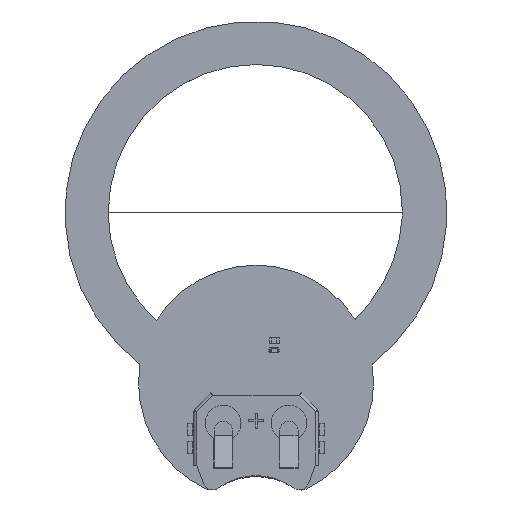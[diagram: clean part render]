
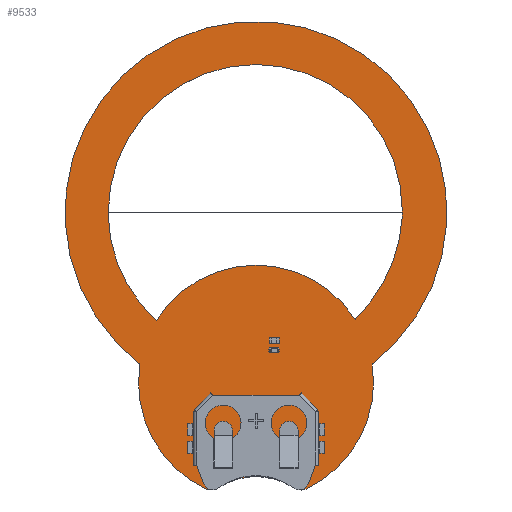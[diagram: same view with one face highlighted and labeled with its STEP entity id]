
A CAD part, top view. The second image highlights one B-rep face of the part: STEP entity #9533.
In plain terms, the highlighted planar face has unit normal (0, 0, 1).
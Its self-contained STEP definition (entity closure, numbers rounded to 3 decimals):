
#8978 = VERTEX_POINT('',#8979);
#8979 = CARTESIAN_POINT('',(-8.562,-47.074,0.));
#8985 = EDGE_CURVE('',#8978,#8986,#8988,.T.);
#8986 = VERTEX_POINT('',#8987);
#8987 = CARTESIAN_POINT('',(-6.696,-47.042,0.));
#8988 = CIRCLE('',#8989,2.433);
#8989 = AXIS2_PLACEMENT_3D('',#8990,#8991,#8992);
#8990 = CARTESIAN_POINT('',(-7.668,-44.811,0.));
#8991 = DIRECTION('',(0.,0.,1.));
#8992 = DIRECTION('',(-0.368,-0.93,0.));
#9018 = EDGE_CURVE('',#8986,#9019,#9021,.T.);
#9019 = VERTEX_POINT('',#9020);
#9020 = CARTESIAN_POINT('',(6.921,-47.164,0.));
#9021 = CIRCLE('',#9022,12.078);
#9022 = AXIS2_PLACEMENT_3D('',#9023,#9024,#9025);
#9023 = CARTESIAN_POINT('',(0.023,-57.079,0.)
  );
#9024 = DIRECTION('',(0.,0.,-1.));
#9025 = DIRECTION('',(-0.556,0.831,0.));
#9051 = EDGE_CURVE('',#9019,#9052,#9054,.T.);
#9052 = VERTEX_POINT('',#9053);
#9053 = CARTESIAN_POINT('',(8.514,-47.097,0.));
#9054 = CIRCLE('',#9055,2.445);
#9055 = AXIS2_PLACEMENT_3D('',#9056,#9057,#9058);
#9056 = CARTESIAN_POINT('',(7.62,-44.821,0.));
#9057 = DIRECTION('',(0.,0.,1.));
#9058 = DIRECTION('',(-0.286,-0.958,0.));
#9084 = EDGE_CURVE('',#9052,#9085,#9087,.T.);
#9085 = VERTEX_POINT('',#9086);
#9086 = CARTESIAN_POINT('',(19.752,-25.809,0.));
#9087 = CIRCLE('',#9088,20.021);
#9088 = AXIS2_PLACEMENT_3D('',#9089,#9090,#9091);
#9089 = CARTESIAN_POINT('',(-0.015,-28.984,0.
    ));
#9090 = DIRECTION('',(0.,0.,1.));
#9091 = DIRECTION('',(0.426,-0.905,0.));
#9117 = EDGE_CURVE('',#9085,#9118,#9120,.T.);
#9118 = VERTEX_POINT('',#9119);
#9119 = CARTESIAN_POINT('',(-19.746,-25.821,0.));
#9120 = CIRCLE('',#9121,32.502);
#9121 = AXIS2_PLACEMENT_3D('',#9122,#9123,#9124);
#9122 = CARTESIAN_POINT('',(-0.005,-0.002,
    0.));
#9123 = DIRECTION('',(0.,0.,1.));
#9124 = DIRECTION('',(0.608,-0.794,0.));
#9150 = EDGE_CURVE('',#9118,#8978,#9151,.T.);
#9151 = CIRCLE('',#9152,20.001);
#9152 = AXIS2_PLACEMENT_3D('',#9153,#9154,#9155);
#9153 = CARTESIAN_POINT('',(0.,-28.999,0.));
#9154 = DIRECTION('',(0.,0.,1.));
#9155 = DIRECTION('',(-0.987,0.159,0.));
#9176 = VERTEX_POINT('',#9177);
#9177 = CARTESIAN_POINT('',(-25.147,0.,0.));
#9183 = EDGE_CURVE('',#9176,#9184,#9186,.T.);
#9184 = VERTEX_POINT('',#9185);
#9185 = CARTESIAN_POINT('',(-25.147,-0.634,0.));
#9186 = LINE('',#9187,#9188);
#9187 = CARTESIAN_POINT('',(-25.147,0.,0.));
#9188 = VECTOR('',#9189,1.);
#9189 = DIRECTION('',(0.,-1.,0.));
#9214 = EDGE_CURVE('',#9184,#9215,#9217,.T.);
#9215 = VERTEX_POINT('',#9216);
#9216 = CARTESIAN_POINT('',(-16.943,-18.373,0.));
#9217 = CIRCLE('',#9218,24.544);
#9218 = AXIS2_PLACEMENT_3D('',#9219,#9220,#9221);
#9219 = CARTESIAN_POINT('',(-0.61,-0.053,0.
    ));
#9220 = DIRECTION('',(0.,0.,1.));
#9221 = DIRECTION('',(-1.,-0.024,0.));
#9247 = EDGE_CURVE('',#9215,#9248,#9250,.T.);
#9248 = VERTEX_POINT('',#9249);
#9249 = CARTESIAN_POINT('',(0.,-9.,0.));
#9250 = CIRCLE('',#9251,20.093);
#9251 = AXIS2_PLACEMENT_3D('',#9252,#9253,#9254);
#9252 = CARTESIAN_POINT('',(0.051,-29.093,0.)
  );
#9253 = DIRECTION('',(0.,0.,-1.));
#9254 = DIRECTION('',(-0.846,0.534,0.));
#9280 = EDGE_CURVE('',#9248,#9281,#9283,.T.);
#9281 = VERTEX_POINT('',#9282);
#9282 = CARTESIAN_POINT('',(16.848,-18.223,0.));
#9283 = CIRCLE('',#9284,19.909);
#9284 = AXIS2_PLACEMENT_3D('',#9285,#9286,#9287);
#9285 = CARTESIAN_POINT('',(0.05,-28.909,0.)
  );
#9286 = DIRECTION('',(0.,0.,-1.));
#9287 = DIRECTION('',(-0.002,1.,0.));
#9313 = EDGE_CURVE('',#9281,#9314,#9316,.T.);
#9314 = VERTEX_POINT('',#9315);
#9315 = CARTESIAN_POINT('',(24.892,-0.635,0.));
#9316 = CIRCLE('',#9317,26.486);
#9317 = AXIS2_PLACEMENT_3D('',#9318,#9319,#9320);
#9318 = CARTESIAN_POINT('',(-1.553,0.826,0.));
#9319 = DIRECTION('',(0.,0.,1.));
#9320 = DIRECTION('',(0.695,-0.719,0.));
#9346 = EDGE_CURVE('',#9314,#9347,#9349,.T.);
#9347 = VERTEX_POINT('',#9348);
#9348 = CARTESIAN_POINT('',(24.892,0.,0.));
#9349 = LINE('',#9350,#9351);
#9350 = CARTESIAN_POINT('',(24.892,-0.635,0.));
#9351 = VECTOR('',#9352,1.);
#9352 = DIRECTION('',(0.,1.,0.));
#9377 = EDGE_CURVE('',#9347,#9176,#9378,.T.);
#9378 = LINE('',#9379,#9380);
#9379 = CARTESIAN_POINT('',(24.892,0.,0.));
#9380 = VECTOR('',#9381,1.);
#9381 = DIRECTION('',(-1.,0.,0.));
#9399 = EDGE_CURVE('',#9176,#9400,#9402,.T.);
#9400 = VERTEX_POINT('',#9401);
#9401 = CARTESIAN_POINT('',(0.016,25.146,0.)
  );
#9402 = CIRCLE('',#9403,25.163);
#9403 = AXIS2_PLACEMENT_3D('',#9404,#9405,#9406);
#9404 = CARTESIAN_POINT('',(0.016,-0.017,
    0.));
#9405 = DIRECTION('',(0.,0.,-1.));
#9406 = DIRECTION('',(-1.,0.001,0.));
#9432 = EDGE_CURVE('',#9347,#9176,#9433,.T.);
#9433 = LINE('',#9434,#9435);
#9434 = CARTESIAN_POINT('',(24.892,0.,0.));
#9435 = VECTOR('',#9436,1.);
#9436 = DIRECTION('',(-1.,0.,0.));
#9456 = VERTEX_POINT('',#9457);
#9457 = CARTESIAN_POINT('',(24.892,0.27,0.));
#9463 = EDGE_CURVE('',#9456,#9347,#9464,.T.);
#9464 = LINE('',#9465,#9466);
#9465 = CARTESIAN_POINT('',(24.892,0.27,0.));
#9466 = VECTOR('',#9467,1.);
#9467 = DIRECTION('',(0.,-1.,0.));
#9485 = EDGE_CURVE('',#9400,#9456,#9486,.T.);
#9486 = CIRCLE('',#9487,24.876);
#9487 = AXIS2_PLACEMENT_3D('',#9488,#9489,#9490);
#9488 = CARTESIAN_POINT('',(0.016,0.27,0.)
  );
#9489 = DIRECTION('',(0.,0.,-1.));
#9490 = DIRECTION('',(0.,1.,0.));
#9533 = ADVANCED_FACE('',(#9534,#9542,#9551),#9557,.F.);
#9534 = FACE_BOUND('',#9535,.T.);
#9535 = EDGE_LOOP('',(#9536,#9537,#9538,#9539,#9540,#9541));
#9536 = ORIENTED_EDGE('',*,*,#8985,.T.);
#9537 = ORIENTED_EDGE('',*,*,#9018,.T.);
#9538 = ORIENTED_EDGE('',*,*,#9051,.T.);
#9539 = ORIENTED_EDGE('',*,*,#9084,.T.);
#9540 = ORIENTED_EDGE('',*,*,#9117,.T.);
#9541 = ORIENTED_EDGE('',*,*,#9150,.T.);
#9542 = FACE_BOUND('',#9543,.F.);
#9543 = EDGE_LOOP('',(#9544,#9545,#9546,#9547,#9548,#9549,#9550));
#9544 = ORIENTED_EDGE('',*,*,#9183,.T.);
#9545 = ORIENTED_EDGE('',*,*,#9214,.T.);
#9546 = ORIENTED_EDGE('',*,*,#9247,.T.);
#9547 = ORIENTED_EDGE('',*,*,#9280,.T.);
#9548 = ORIENTED_EDGE('',*,*,#9313,.T.);
#9549 = ORIENTED_EDGE('',*,*,#9346,.T.);
#9550 = ORIENTED_EDGE('',*,*,#9377,.T.);
#9551 = FACE_BOUND('',#9552,.F.);
#9552 = EDGE_LOOP('',(#9553,#9554,#9555,#9556));
#9553 = ORIENTED_EDGE('',*,*,#9399,.F.);
#9554 = ORIENTED_EDGE('',*,*,#9432,.F.);
#9555 = ORIENTED_EDGE('',*,*,#9463,.F.);
#9556 = ORIENTED_EDGE('',*,*,#9485,.F.);
#9557 = PLANE('',#9558);
#9558 = AXIS2_PLACEMENT_3D('',#9559,#9560,#9561);
#9559 = CARTESIAN_POINT('',(-8.562,-47.074,0.));
#9560 = DIRECTION('',(0.,0.,-1.));
#9561 = DIRECTION('',(-1.,0.,0.));
